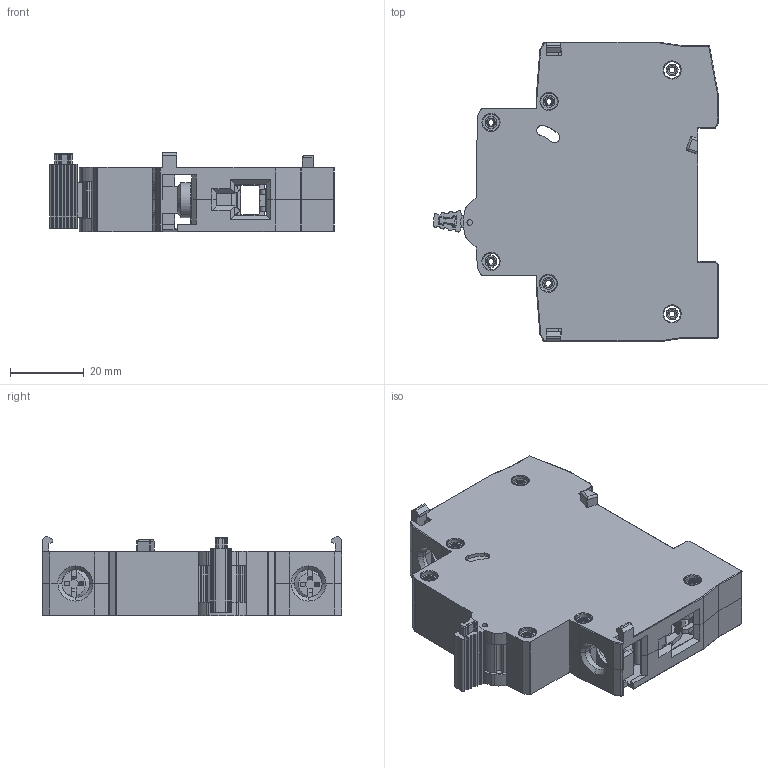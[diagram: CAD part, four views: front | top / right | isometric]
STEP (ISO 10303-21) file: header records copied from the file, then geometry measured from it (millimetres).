
FILE_DESCRIPTION (( 'STEP AP203' ), '1' );
FILE_NAME ('GMCB-SH110-380VAC.step', '2020-06-17T13:12:50', ( '' ), ( '' ), 'SwSTEP 2.0', 'SolidWorks 2019', '' );
FILE_SCHEMA (( 'CONFIG_CONTROL_DESIGN' ));
Products named in the file (1): GMCB-SH110-380VAC
Bounding box: 77 x 81 x 21.57 mm (x, y, z)
Volume: 18961.9 mm3; surface area: 35330.6 mm2
Topology: 18 solids, 18 shells, 1348 faces, 3683 edges, 2350 vertices
Faces by surface type: plane 664, cylinder 474, bspline 154, cone 48, torus 8
Entity records: 58620 total; most frequent: CARTESIAN_POINT 24898, ORIENTED_EDGE 7294, DIRECTION 6773, EDGE_CURVE 3647, VERTEX_POINT 2350, AXIS2_PLACEMENT_3D 2258, LINE 2257, VECTOR 2257
